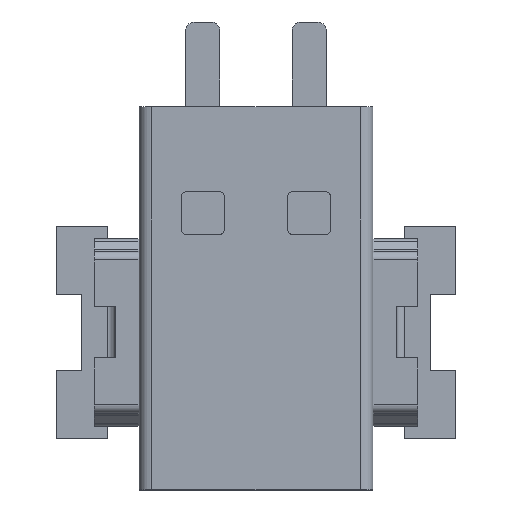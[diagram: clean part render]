
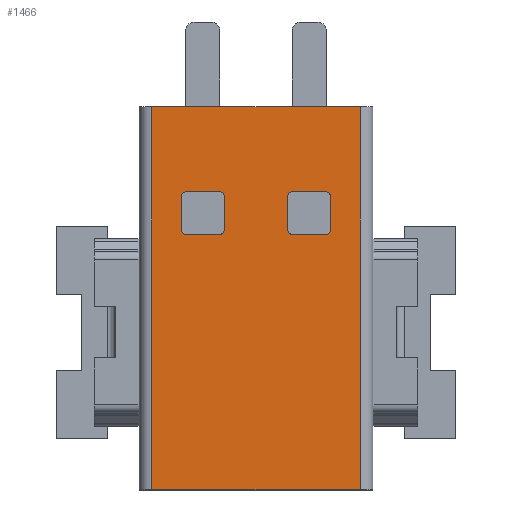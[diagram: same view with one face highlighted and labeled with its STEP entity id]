
A CAD part, top view. The second image highlights one B-rep face of the part: STEP entity #1466.
In plain terms, the highlighted planar face has unit normal (0, 0, 1).
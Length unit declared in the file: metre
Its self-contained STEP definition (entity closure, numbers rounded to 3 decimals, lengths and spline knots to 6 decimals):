
#1122 = EDGE_CURVE( '', #2989, #2990, #2991, .T. );
#1300 = EDGE_CURVE( '', #3270, #3271, #3272, .T. );
#1316 = EDGE_CURVE( '', #2651, #3296, #3297, .T. );
#1324 = EDGE_CURVE( '', #2990, #3308, #3309, .T. );
#1462 = EDGE_CURVE( '', #3308, #3516, #3517, .T. );
#1466 = ADVANCED_FACE( '', ( #3522, #3523, #3524 ), #3525, .T. );
#1508 = EDGE_CURVE( '', #3271, #2904, #3582, .T. );
#1544 = EDGE_CURVE( '', #2989, #3516, #3631, .T. );
#1576 = EDGE_CURVE( '', #3433, #3296, #3675, .T. );
#1578 = EDGE_CURVE( '', #3218, #3677, #3678, .T. );
#1904 = EDGE_CURVE( '', #4029, #4092, #4093, .T. );
#1930 = EDGE_CURVE( '', #3677, #3553, #4127, .T. );
#1936 = EDGE_CURVE( '', #4092, #4102, #4134, .T. );
#1956 = EDGE_CURVE( '', #4156, #4157, #4158, .T. );
#2030 = EDGE_CURVE( '', #4102, #3433, #4248, .T. );
#2082 = EDGE_CURVE( '', #3546, #4029, #4313, .T. );
#2184 = EDGE_CURVE( '', #2651, #2853, #4433, .T. );
#2208 = EDGE_CURVE( '', #4157, #3218, #4460, .T. );
#2234 = EDGE_CURVE( '', #3546, #2853, #4490, .T. );
#2386 = EDGE_CURVE( '', #2904, #4156, #4657, .T. );
#2440 = EDGE_CURVE( '', #3270, #3553, #4716, .T. );
#2651 = VERTEX_POINT( '', #4972 );
#2853 = VERTEX_POINT( '', #5243 );
#2904 = VERTEX_POINT( '', #5306 );
#2989 = VERTEX_POINT( '', #5426 );
#2990 = VERTEX_POINT( '', #5427 );
#2991 = LINE( '', #5428, #5429 );
#3218 = VERTEX_POINT( '', #5785 );
#3270 = VERTEX_POINT( '', #5862 );
#3271 = VERTEX_POINT( '', #5863 );
#3272 = LINE( '', #5864, #5865 );
#3296 = VERTEX_POINT( '', #5898 );
#3297 = CIRCLE( '', #5899, 0.0001 );
#3308 = VERTEX_POINT( '', #5916 );
#3309 = LINE( '', #5917, #5918 );
#3433 = VERTEX_POINT( '', #6090 );
#3516 = VERTEX_POINT( '', #6201 );
#3517 = LINE( '', #6202, #6203 );
#3522 = FACE_BOUND( '', #6208, .T. );
#3523 = FACE_BOUND( '', #6209, .T. );
#3524 = FACE_OUTER_BOUND( '', #6210, .T. );
#3525 = PLANE( '', #6211 );
#3546 = VERTEX_POINT( '', #6242 );
#3553 = VERTEX_POINT( '', #6254 );
#3582 = CIRCLE( '', #6294, 0.0001 );
#3631 = LINE( '', #6369, #6370 );
#3675 = LINE( '', #6430, #6431 );
#3677 = VERTEX_POINT( '', #6434 );
#3678 = CIRCLE( '', #6435, 0.0001 );
#4029 = VERTEX_POINT( '', #7001 );
#4092 = VERTEX_POINT( '', #7098 );
#4093 = CIRCLE( '', #7099, 0.0001 );
#4102 = VERTEX_POINT( '', #7114 );
#4127 = LINE( '', #7148, #7149 );
#4134 = LINE( '', #7160, #7161 );
#4156 = VERTEX_POINT( '', #7196 );
#4157 = VERTEX_POINT( '', #7197 );
#4158 = CIRCLE( '', #7198, 0.0001 );
#4248 = CIRCLE( '', #7332, 0.0001 );
#4313 = LINE( '', #7420, #7421 );
#4433 = LINE( '', #7612, #7613 );
#4460 = LINE( '', #7655, #7656 );
#4490 = CIRCLE( '', #7699, 0.0001 );
#4657 = LINE( '', #8055, #8056 );
#4716 = CIRCLE( '', #8157, 0.0001 );
#4972 = CARTESIAN_POINT( '', ( -0.000786, 0.002497, 0.005 ) );
#5243 = CARTESIAN_POINT( '', ( -0.001586, 0.002497, 0.005 ) );
#5306 = CARTESIAN_POINT( '', ( 0.001714, 0.002497, 0.005 ) );
#5426 = CARTESIAN_POINT( '', ( -0.002386, -0.004503, 0.005 ) );
#5427 = CARTESIAN_POINT( '', ( -0.002386, 0.004497, 0.005 ) );
#5428 = CARTESIAN_POINT( '', ( -0.002386, 0.009036, 0.005 ) );
#5429 = VECTOR( '', #8810, 1. );
#5785 = CARTESIAN_POINT( '', ( 0.000814, 0.001597, 0.005 ) );
#5862 = CARTESIAN_POINT( '', ( 0.001814, 0.001597, 0.005 ) );
#5863 = CARTESIAN_POINT( '', ( 0.001814, 0.002397, 0.005 ) );
#5864 = CARTESIAN_POINT( '', ( 0.001814, 0.009536, 0.005 ) );
#5865 = VECTOR( '', #9105, 1. );
#5898 = CARTESIAN_POINT( '', ( -0.000686, 0.002397, 0.005 ) );
#5899 = AXIS2_PLACEMENT_3D( '', #9131, #9132, #9133 );
#5916 = CARTESIAN_POINT( '', ( 0.002514, 0.004497, 0.005 ) );
#5917 = CARTESIAN_POINT( '', ( -0.002736, 0.004497, 0.005 ) );
#5918 = VECTOR( '', #9139, 1. );
#6090 = CARTESIAN_POINT( '', ( -0.000686, 0.001597, 0.005 ) );
#6201 = CARTESIAN_POINT( '', ( 0.002514, -0.004503, 0.005 ) );
#6202 = CARTESIAN_POINT( '', ( 0.002514, 0.009036, 0.005 ) );
#6203 = VECTOR( '', #9442, 1. );
#6208 = EDGE_LOOP( '', ( #9452, #9453, #9454, #9455, #9456, #9457, #9458, #9459 ) );
#6209 = EDGE_LOOP( '', ( #9460, #9461, #9462, #9463, #9464, #9465, #9466, #9467 ) );
#6210 = EDGE_LOOP( '', ( #9468, #9469, #9470, #9471 ) );
#6211 = AXIS2_PLACEMENT_3D( '', #9472, #9473, #9474 );
#6242 = CARTESIAN_POINT( '', ( -0.001686, 0.002397, 0.005 ) );
#6254 = CARTESIAN_POINT( '', ( 0.001714, 0.001497, 0.005 ) );
#6294 = AXIS2_PLACEMENT_3D( '', #9558, #9559, #9560 );
#6369 = CARTESIAN_POINT( '', ( -0.002736, -0.004503, 0.005 ) );
#6370 = VECTOR( '', #9608, 1. );
#6430 = CARTESIAN_POINT( '', ( -0.000686, 0.009536, 0.005 ) );
#6431 = VECTOR( '', #9677, 1. );
#6434 = CARTESIAN_POINT( '', ( 0.000914, 0.001497, 0.005 ) );
#6435 = AXIS2_PLACEMENT_3D( '', #9678, #9679, #9680 );
#7001 = CARTESIAN_POINT( '', ( -0.001686, 0.001597, 0.005 ) );
#7098 = CARTESIAN_POINT( '', ( -0.001586, 0.001497, 0.005 ) );
#7099 = AXIS2_PLACEMENT_3D( '', #10233, #10234, #10235 );
#7114 = CARTESIAN_POINT( '', ( -0.000786, 0.001497, 0.005 ) );
#7148 = CARTESIAN_POINT( '', ( -0.002736, 0.001497, 0.005 ) );
#7149 = VECTOR( '', #10293, 1. );
#7160 = CARTESIAN_POINT( '', ( -0.002736, 0.001497, 0.005 ) );
#7161 = VECTOR( '', #10298, 1. );
#7196 = CARTESIAN_POINT( '', ( 0.000914, 0.002497, 0.005 ) );
#7197 = CARTESIAN_POINT( '', ( 0.000814, 0.002397, 0.005 ) );
#7198 = AXIS2_PLACEMENT_3D( '', #10331, #10332, #10333 );
#7332 = AXIS2_PLACEMENT_3D( '', #10464, #10465, #10466 );
#7420 = CARTESIAN_POINT( '', ( -0.001686, 0.009536, 0.005 ) );
#7421 = VECTOR( '', #10601, 1. );
#7612 = CARTESIAN_POINT( '', ( -0.002736, 0.002497, 0.005 ) );
#7613 = VECTOR( '', #10774, 1. );
#7655 = CARTESIAN_POINT( '', ( 0.000814, 0.009536, 0.005 ) );
#7656 = VECTOR( '', #10811, 1. );
#7699 = AXIS2_PLACEMENT_3D( '', #10862, #10863, #10864 );
#8055 = CARTESIAN_POINT( '', ( -0.005236, 0.002497, 0.005 ) );
#8056 = VECTOR( '', #11061, 1. );
#8157 = AXIS2_PLACEMENT_3D( '', #11130, #11131, #11132 );
#8810 = DIRECTION( '', ( 0., 1., 0. ) );
#9105 = DIRECTION( '', ( 0., 1., 0. ) );
#9131 = CARTESIAN_POINT( '', ( -0.000786, 0.002397, 0.005 ) );
#9132 = DIRECTION( '', ( 0., 0., -1. ) );
#9133 = DIRECTION( '', ( 0., -1., 0. ) );
#9139 = DIRECTION( '', ( 1., 0., 0. ) );
#9442 = DIRECTION( '', ( 0., -1., 0. ) );
#9452 = ORIENTED_EDGE( '', *, *, #1936, .F. );
#9453 = ORIENTED_EDGE( '', *, *, #1904, .F. );
#9454 = ORIENTED_EDGE( '', *, *, #2082, .F. );
#9455 = ORIENTED_EDGE( '', *, *, #2234, .T. );
#9456 = ORIENTED_EDGE( '', *, *, #2184, .F. );
#9457 = ORIENTED_EDGE( '', *, *, #1316, .T. );
#9458 = ORIENTED_EDGE( '', *, *, #1576, .F. );
#9459 = ORIENTED_EDGE( '', *, *, #2030, .F. );
#9460 = ORIENTED_EDGE( '', *, *, #2386, .F. );
#9461 = ORIENTED_EDGE( '', *, *, #1508, .F. );
#9462 = ORIENTED_EDGE( '', *, *, #1300, .F. );
#9463 = ORIENTED_EDGE( '', *, *, #2440, .T. );
#9464 = ORIENTED_EDGE( '', *, *, #1930, .F. );
#9465 = ORIENTED_EDGE( '', *, *, #1578, .F. );
#9466 = ORIENTED_EDGE( '', *, *, #2208, .F. );
#9467 = ORIENTED_EDGE( '', *, *, #1956, .F. );
#9468 = ORIENTED_EDGE( '', *, *, #1324, .F. );
#9469 = ORIENTED_EDGE( '', *, *, #1122, .F. );
#9470 = ORIENTED_EDGE( '', *, *, #1544, .T. );
#9471 = ORIENTED_EDGE( '', *, *, #1462, .F. );
#9472 = CARTESIAN_POINT( '', ( -0.000764, 0.002258, 0.005 ) );
#9473 = DIRECTION( '', ( 0., 0., 1. ) );
#9474 = DIRECTION( '', ( 1., 0., 0. ) );
#9558 = CARTESIAN_POINT( '', ( 0.001714, 0.002397, 0.005 ) );
#9559 = DIRECTION( '', ( 0., 0., 1. ) );
#9560 = DIRECTION( '', ( 0., 1., 0. ) );
#9608 = DIRECTION( '', ( 1., 0., 0. ) );
#9677 = DIRECTION( '', ( 0., 1., 0. ) );
#9678 = CARTESIAN_POINT( '', ( 0.000914, 0.001597, 0.005 ) );
#9679 = DIRECTION( '', ( 0., 0., 1. ) );
#9680 = DIRECTION( '', ( 0., 1., 0. ) );
#10233 = CARTESIAN_POINT( '', ( -0.001586, 0.001597, 0.005 ) );
#10234 = DIRECTION( '', ( 0., 0., 1. ) );
#10235 = DIRECTION( '', ( 0., 1., 0. ) );
#10293 = DIRECTION( '', ( 1., 0., 0. ) );
#10298 = DIRECTION( '', ( 1., 0., 0. ) );
#10331 = CARTESIAN_POINT( '', ( 0.000914, 0.002397, 0.005 ) );
#10332 = DIRECTION( '', ( 0., 0., 1. ) );
#10333 = DIRECTION( '', ( 0., 1., 0. ) );
#10464 = CARTESIAN_POINT( '', ( -0.000786, 0.001597, 0.005 ) );
#10465 = DIRECTION( '', ( 0., 0., 1. ) );
#10466 = DIRECTION( '', ( 0., 1., 0. ) );
#10601 = DIRECTION( '', ( 0., -1., 0. ) );
#10774 = DIRECTION( '', ( -1., 0., 0. ) );
#10811 = DIRECTION( '', ( 0., -1., 0. ) );
#10862 = CARTESIAN_POINT( '', ( -0.001586, 0.002397, 0.005 ) );
#10863 = DIRECTION( '', ( 0., 0., -1. ) );
#10864 = DIRECTION( '', ( 0., -1., 0. ) );
#11061 = DIRECTION( '', ( -1., 0., 0. ) );
#11130 = CARTESIAN_POINT( '', ( 0.001714, 0.001597, 0.005 ) );
#11131 = DIRECTION( '', ( 0., 0., -1. ) );
#11132 = DIRECTION( '', ( 0., -1., 0. ) );
